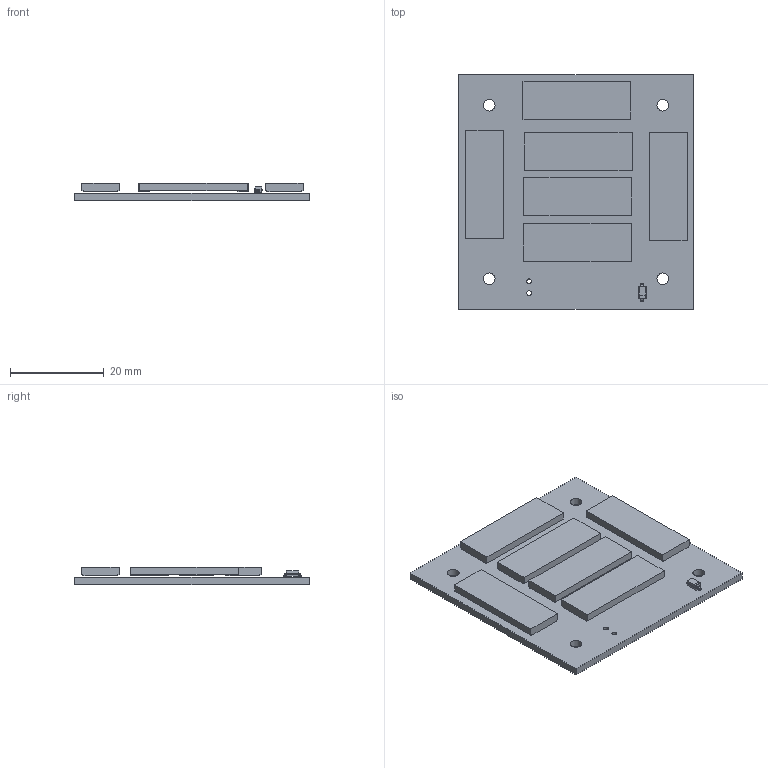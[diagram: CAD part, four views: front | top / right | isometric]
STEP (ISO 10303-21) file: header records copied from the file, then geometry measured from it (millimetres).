
FILE_DESCRIPTION(/* description */ (''),/* implementation_level */ '2;1');
FILE_NAME(/* name */ 'Solar-Panel-v1.2 v1.step',/* time_stamp */ '2022-06-29T16:32:35+05:45',/* author */ (''),/* organization */ (''),/* preprocessor_version */ 'ST-DEVELOPER v19',/* originating_system */ 'Autodesk Translation Framework v11.7.0.108',/* authorisation */ '');
FILE_SCHEMA (('AUTOMOTIVE_DESIGN { 1 0 10303 214 3 1 1 }'));
Length unit declared in the file: millimetre
Products named in the file (6): Solar-Panel-v1.2; D_SOD-123; SOLID (1); KXOB25-05X3F; SOLID; COMPOUND
Assembly tree (10 placements, depth 3):
  Solar-Panel-v1.2
    D_SOD-123
      SOLID (1)
    KXOB25-05X3F  x6
      SOLID
    COMPOUND
Bounding box: 50 x 50 x 3.65 mm (x, y, z)
Volume: 5772.9 mm3; surface area: 8206.6 mm2
Topology: 8 solids, 8 shells, 163 faces, 402 edges, 256 vertices
Faces by surface type: plane 149, cylinder 14
Full cylindrical faces by diameter (mm): 1 x2, 2.5 x4
Entity records: 2948 total; most frequent: DIRECTION 468, CARTESIAN_POINT 467, ORIENTED_EDGE 444, EDGE_CURVE 222, LINE 194, VECTOR 194, AXIS2_PLACEMENT_3D 137, VERTEX_POINT 136
